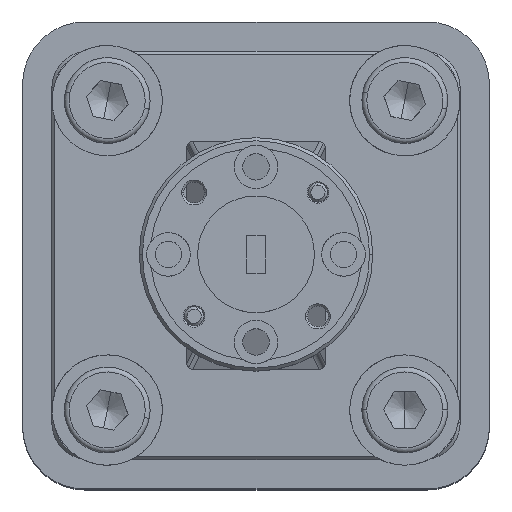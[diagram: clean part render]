
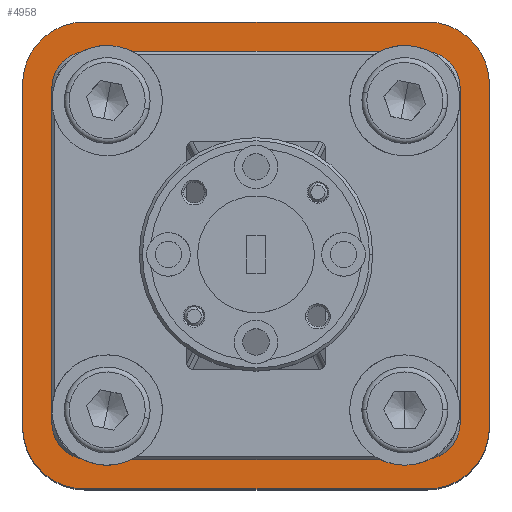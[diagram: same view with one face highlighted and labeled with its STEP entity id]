
A CAD part, top view. The second image highlights one B-rep face of the part: STEP entity #4958.
In plain terms, the highlighted planar face has unit normal (0, 0, 1).
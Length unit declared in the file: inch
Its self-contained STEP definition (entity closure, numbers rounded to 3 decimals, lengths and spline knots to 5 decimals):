
#34 = AXIS2_PLACEMENT_3D ( 'NONE', #1835, #10055, #10817 ) ;
#581 = EDGE_CURVE ( 'NONE', #5408, #8559, #1309, .T. ) ;
#611 = CARTESIAN_POINT ( 'NONE',  ( -3.65865, -0.52895, 0.42848 ) ) ;
#754 = ORIENTED_EDGE ( 'NONE', *, *, #1327, .T. ) ;
#878 = DIRECTION ( 'NONE',  ( 1., 0., 0. ) ) ;
#903 = VECTOR ( 'NONE', #10426, 39.37008 ) ;
#1046 = ORIENTED_EDGE ( 'NONE', *, *, #5134, .T. ) ;
#1309 = LINE ( 'NONE', #611, #903 ) ;
#1327 = EDGE_CURVE ( 'NONE', #8559, #10697, #7185, .T. ) ;
#1350 = AXIS2_PLACEMENT_3D ( 'NONE', #9108, #8991, #8093 ) ;
#1585 = CARTESIAN_POINT ( 'NONE',  ( -3.85865, 0.77105, 0.42848 ) ) ;
#1835 = CARTESIAN_POINT ( 'NONE',  ( -2.55865, 0.77105, 0.42848 ) ) ;
#1854 = CARTESIAN_POINT ( 'NONE',  ( -2.55865, -0.52895, 0.42848 ) ) ;
#2111 = VERTEX_POINT ( 'NONE', #2342 ) ;
#2342 = CARTESIAN_POINT ( 'NONE',  ( -2.55865, 0.97105, 0.42848 ) ) ;
#2653 = VECTOR ( 'NONE', #4336, 39.37008 ) ;
#2676 = AXIS2_PLACEMENT_3D ( 'NONE', #3130, #8752, #10461 ) ;
#2698 = EDGE_CURVE ( 'NONE', #9632, #6587, #4235, .T. ) ;
#2827 = CARTESIAN_POINT ( 'NONE',  ( -2.35865, -0.32895, 0.42848 ) ) ;
#2883 = CARTESIAN_POINT ( 'NONE',  ( -3.85865, -0.32895, 0.42848 ) ) ;
#3130 = CARTESIAN_POINT ( 'NONE',  ( -2.55865, 0.77105, 0.42848 ) ) ;
#3396 = DIRECTION ( 'NONE',  ( -1., 0., 0. ) ) ;
#3440 = ORIENTED_EDGE ( 'NONE', *, *, #2698, .T. ) ;
#3459 = LINE ( 'NONE', #11480, #10884 ) ;
#3658 = CARTESIAN_POINT ( 'NONE',  ( -3.65865, 0.97105, 0.42848 ) ) ;
#4225 = ORIENTED_EDGE ( 'NONE', *, *, #4916, .T. ) ;
#4235 = LINE ( 'NONE', #9561, #2653 ) ;
#4336 = DIRECTION ( 'NONE',  ( 0., -1., 0. ) ) ;
#4350 = VERTEX_POINT ( 'NONE', #8835 ) ;
#4361 = EDGE_CURVE ( 'NONE', #2111, #5309, #3459, .T. ) ;
#4536 = CARTESIAN_POINT ( 'NONE',  ( -2.55865, -0.32895, 0.42848 ) ) ;
#4916 = EDGE_CURVE ( 'NONE', #6587, #5408, #9479, .T. ) ;
#4958 = ADVANCED_FACE ( 'NONE', ( #7204 ), #5492, .T. ) ;
#5134 = EDGE_CURVE ( 'NONE', #4350, #2111, #11356, .T. ) ;
#5309 = VERTEX_POINT ( 'NONE', #3658 ) ;
#5408 = VERTEX_POINT ( 'NONE', #5706 ) ;
#5492 = PLANE ( 'NONE',  #34 ) ;
#5706 = CARTESIAN_POINT ( 'NONE',  ( -3.65865, -0.52895, 0.42848 ) ) ;
#6059 = ORIENTED_EDGE ( 'NONE', *, *, #4361, .T. ) ;
#6255 = DIRECTION ( 'NONE',  ( 0., 0., 1. ) ) ;
#6467 = ORIENTED_EDGE ( 'NONE', *, *, #8435, .T. ) ;
#6587 = VERTEX_POINT ( 'NONE', #2883 ) ;
#6782 = DIRECTION ( 'NONE',  ( 0., 1., 0. ) ) ;
#7061 = CARTESIAN_POINT ( 'NONE',  ( -3.65865, 0.77105, 0.42848 ) ) ;
#7098 = ORIENTED_EDGE ( 'NONE', *, *, #9054, .T. ) ;
#7185 = CIRCLE ( 'NONE', #9269, 0.2 ) ;
#7204 = FACE_OUTER_BOUND ( 'NONE', #8179, .T. ) ;
#7679 = LINE ( 'NONE', #11279, #11406 ) ;
#8093 = DIRECTION ( 'NONE',  ( 1., 0., 0. ) ) ;
#8179 = EDGE_LOOP ( 'NONE', ( #1046, #6059, #6467, #3440, #4225, #11341, #754, #7098 ) ) ;
#8377 = CIRCLE ( 'NONE', #11008, 0.2 ) ;
#8435 = EDGE_CURVE ( 'NONE', #5309, #9632, #8377, .T. ) ;
#8559 = VERTEX_POINT ( 'NONE', #1854 ) ;
#8752 = DIRECTION ( 'NONE',  ( 0., 0., 1. ) ) ;
#8835 = CARTESIAN_POINT ( 'NONE',  ( -2.35865, 0.77105, 0.42848 ) ) ;
#8991 = DIRECTION ( 'NONE',  ( 0., 0., 1. ) ) ;
#9054 = EDGE_CURVE ( 'NONE', #10697, #4350, #7679, .T. ) ;
#9108 = CARTESIAN_POINT ( 'NONE',  ( -3.65865, -0.32895, 0.42848 ) ) ;
#9269 = AXIS2_PLACEMENT_3D ( 'NONE', #4536, #6255, #878 ) ;
#9479 = CIRCLE ( 'NONE', #1350, 0.2 ) ;
#9561 = CARTESIAN_POINT ( 'NONE',  ( -3.85865, 0.77105, 0.42848 ) ) ;
#9632 = VERTEX_POINT ( 'NONE', #1585 ) ;
#9672 = DIRECTION ( 'NONE',  ( 0., 0., 1. ) ) ;
#10055 = DIRECTION ( 'NONE',  ( 0., 0., 1. ) ) ;
#10426 = DIRECTION ( 'NONE',  ( 1., 0., 0. ) ) ;
#10461 = DIRECTION ( 'NONE',  ( 1., 0., 0. ) ) ;
#10697 = VERTEX_POINT ( 'NONE', #2827 ) ;
#10722 = DIRECTION ( 'NONE',  ( 1., 0., 0. ) ) ;
#10817 = DIRECTION ( 'NONE',  ( 1., 0., 0. ) ) ;
#10884 = VECTOR ( 'NONE', #3396, 39.37008 ) ;
#11008 = AXIS2_PLACEMENT_3D ( 'NONE', #7061, #9672, #10722 ) ;
#11279 = CARTESIAN_POINT ( 'NONE',  ( -2.35865, -0.32895, 0.42848 ) ) ;
#11341 = ORIENTED_EDGE ( 'NONE', *, *, #581, .T. ) ;
#11356 = CIRCLE ( 'NONE', #2676, 0.2 ) ;
#11406 = VECTOR ( 'NONE', #6782, 39.37008 ) ;
#11480 = CARTESIAN_POINT ( 'NONE',  ( -2.55865, 0.97105, 0.42848 ) ) ;
